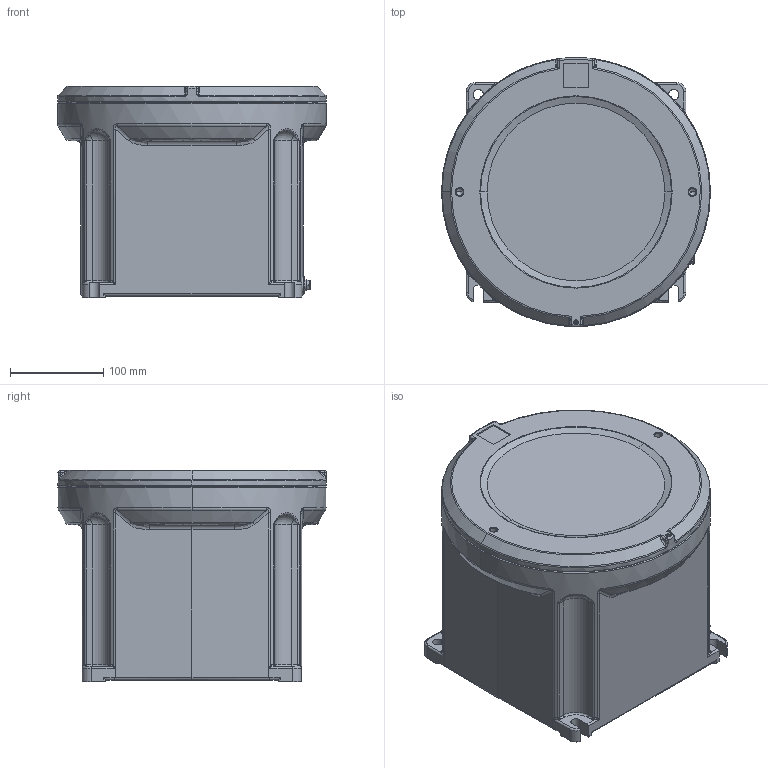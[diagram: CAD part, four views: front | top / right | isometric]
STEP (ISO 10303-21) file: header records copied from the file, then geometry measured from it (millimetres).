
FILE_DESCRIPTION (( 'STEP AP203' ), '1' );
FILE_NAME ('8265_64-__0_-ap203.STEP', '2013-01-17T08:36:01', ( 'Admin' ), ( 'R. STAHL AG' ), 'SwSTEP 2.0', 'SolidWorks 2012', '' );
FILE_SCHEMA (( 'CONFIG_CONTROL_DESIGN' ));
Length unit declared in the file: millimetre
Products named in the file (9): 8265_64-__0_-ap203; 505_706_0_M5x14; 8265_9_055_004_0; 501_619_0_M 6 x 12; 914_M 5 x 16; 9021_6,4; 128_M 6; 8265_9_005_004_6_3d export; 8265_9_004_004_6_8265_9_004_004_3
Assembly tree (16 placements, depth 2):
  8265_64-__0_-ap203
    8265_9_004_004_6_8265_9_004_004_3
    8265_9_005_004_6_3d export
    128_M 6  x2
    9021_6,4  x4
    914_M 5 x 16
    501_619_0_M 6 x 12  x2
    8265_9_055_004_0
    505_706_0_M5x14  x4
Bounding box: 289 x 289 x 227 mm (x, y, z)
Volume: 4323041.6 mm3; surface area: 741933.9 mm2
Topology: 16 solids, 16 shells, 1174 faces, 2767 edges, 1586 vertices
Faces by surface type: cylinder 409, plane 237, bspline 220, torus 162, cone 132, sphere 14
Entity records: 39229 total; most frequent: CARTESIAN_POINT 17933, ORIENTED_EDGE 4388, DIRECTION 4029, EDGE_CURVE 2194, AXIS2_PLACEMENT_3D 1636, VERTEX_POINT 1280, EDGE_LOOP 1000, FACE_OUTER_BOUND 957
